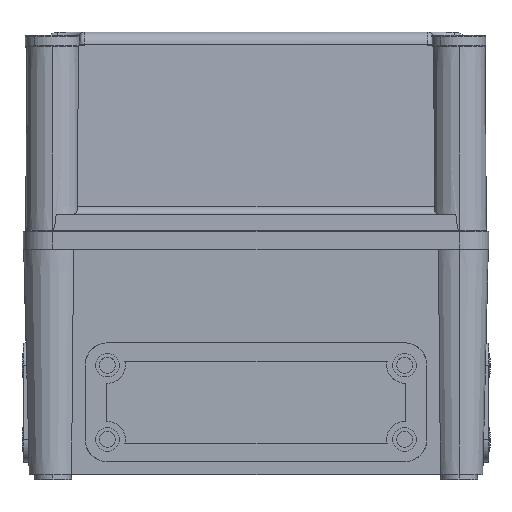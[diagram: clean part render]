
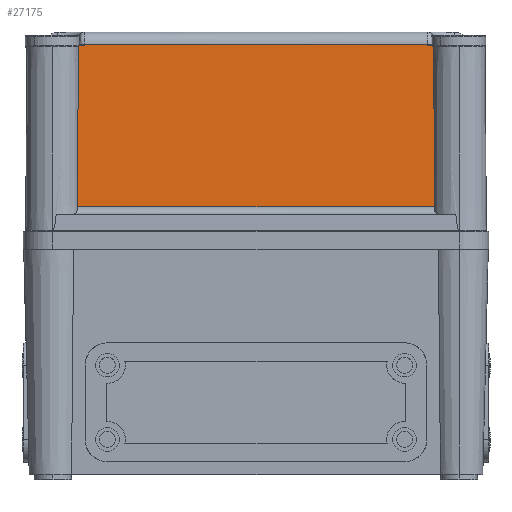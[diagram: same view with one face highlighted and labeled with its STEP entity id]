
A CAD part, top view. The second image highlights one B-rep face of the part: STEP entity #27175.
In plain terms, the highlighted planar face has unit normal (0, 0.019, 1).
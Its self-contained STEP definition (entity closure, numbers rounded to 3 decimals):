
#204 = VERTEX_POINT ( 'NONE', #14607 ) ;
#323 = B_SPLINE_CURVE_WITH_KNOTS ( 'NONE', 3,
 ( #23829, #6948, #9002, #2790 ),
 .UNSPECIFIED., .F., .F.,
 ( 4, 4 ),
 ( 0., 0.001 ),
 .UNSPECIFIED. ) ;
#466 = CARTESIAN_POINT ( 'NONE',  ( -71.942, 9.442, 86.33 ) ) ;
#491 = CARTESIAN_POINT ( 'NONE',  ( 82., 74.5, 85.081 ) ) ;
#1069 = CARTESIAN_POINT ( 'NONE',  ( 71.847, 74.5, 85.081 ) ) ;
#1131 = LINE ( 'NONE', #21236, #10789 ) ;
#1584 = EDGE_CURVE ( 'NONE', #15479, #204, #12365, .T. ) ;
#1625 = PLANE ( 'NONE',  #11487 ) ;
#1753 = ORIENTED_EDGE ( 'NONE', *, *, #26509, .T. ) ;
#1909 = ORIENTED_EDGE ( 'NONE', *, *, #5813, .T. ) ;
#2201 = VERTEX_POINT ( 'NONE', #21380 ) ;
#2761 = ORIENTED_EDGE ( 'NONE', *, *, #24256, .T. ) ;
#2790 = CARTESIAN_POINT ( 'NONE',  ( -69.437, 74.5, 85.081 ) ) ;
#4282 = EDGE_CURVE ( 'NONE', #12386, #6673, #14579, .T. ) ;
#4407 = VECTOR ( 'NONE', #7773, 1000. ) ;
#5395 = CARTESIAN_POINT ( 'NONE',  ( 69.424, 75.096, 85.069 ) ) ;
#5813 = EDGE_CURVE ( 'NONE', #13110, #15479, #15438, .T. ) ;
#6238 = CARTESIAN_POINT ( 'NONE',  ( -71.942, 9.442, 86.33 ) ) ;
#6476 = FACE_OUTER_BOUND ( 'NONE', #8064, .T. ) ;
#6510 = CARTESIAN_POINT ( 'NONE',  ( 71.942, 9.442, 86.33 ) ) ;
#6673 = VERTEX_POINT ( 'NONE', #6238 ) ;
#6801 = ORIENTED_EDGE ( 'NONE', *, *, #14042, .T. ) ;
#6948 = CARTESIAN_POINT ( 'NONE',  ( -69.429, 74.897, 85.073 ) ) ;
#7390 = CARTESIAN_POINT ( 'NONE',  ( 69.433, 74.699, 85.077 ) ) ;
#7773 = DIRECTION ( 'NONE',  ( -1., 0., 0. ) ) ;
#8064 = EDGE_LOOP ( 'NONE', ( #17439, #26085, #1753, #27189, #6801, #20456, #2761, #1909 ) ) ;
#8068 = DIRECTION ( 'NONE',  ( 0., -1., 0.019 ) ) ;
#9002 = CARTESIAN_POINT ( 'NONE',  ( -69.433, 74.699, 85.077 ) ) ;
#9159 =( BOUNDED_CURVE ( )  B_SPLINE_CURVE ( 3, ( #6510, #18964, #20186, #24633 ),
 .UNSPECIFIED., .F., .F. ) 
 B_SPLINE_CURVE_WITH_KNOTS ( ( 4, 4 ),
 ( 1.433, 1.552 ),
 .UNSPECIFIED. ) 
 CURVE ( )  GEOMETRIC_REPRESENTATION_ITEM ( )  RATIONAL_B_SPLINE_CURVE ( ( 1., 0.999, 0.999, 1. ) ) 
 REPRESENTATION_ITEM ( '' )  );
#9590 = CARTESIAN_POINT ( 'NONE',  ( -69.437, 74.5, 85.081 ) ) ;
#9698 = CARTESIAN_POINT ( 'NONE',  ( 69.424, 75.096, 85.069 ) ) ;
#10789 = VECTOR ( 'NONE', #13529, 1000. ) ;
#11280 = CARTESIAN_POINT ( 'NONE',  ( -71.855, 52.725, 85.499 ) ) ;
#11487 = AXIS2_PLACEMENT_3D ( 'NONE', #16747, #18757, #8068 ) ;
#11988 = CARTESIAN_POINT ( 'NONE',  ( 82., 74.5, 85.081 ) ) ;
#12365 = LINE ( 'NONE', #25180, #12734 ) ;
#12386 = VERTEX_POINT ( 'NONE', #21686 ) ;
#12489 = DIRECTION ( 'NONE',  ( -1., 0., 0. ) ) ;
#12734 = VECTOR ( 'NONE', #14213, 1000. ) ;
#13110 = VERTEX_POINT ( 'NONE', #17734 ) ;
#13529 = DIRECTION ( 'NONE',  ( 1., 0., 0. ) ) ;
#13622 = LINE ( 'NONE', #11988, #4407 ) ;
#14042 = EDGE_CURVE ( 'NONE', #6673, #2201, #1131, .T. ) ;
#14213 = DIRECTION ( 'NONE',  ( -1., 0., 0. ) ) ;
#14579 =( BOUNDED_CURVE ( )  B_SPLINE_CURVE ( 3, ( #17489, #11280, #26317, #466 ),
 .UNSPECIFIED., .F., .F. ) 
 B_SPLINE_CURVE_WITH_KNOTS ( ( 4, 4 ),
 ( 4.732, 4.85 ),
 .UNSPECIFIED. ) 
 CURVE ( )  GEOMETRIC_REPRESENTATION_ITEM ( )  RATIONAL_B_SPLINE_CURVE ( ( 1., 0.999, 0.999, 1. ) ) 
 REPRESENTATION_ITEM ( '' )  );
#14607 = CARTESIAN_POINT ( 'NONE',  ( -69.424, 75.096, 85.069 ) ) ;
#15438 = B_SPLINE_CURVE_WITH_KNOTS ( 'NONE', 3,
 ( #19452, #7390, #15675, #5395 ),
 .UNSPECIFIED., .F., .F.,
 ( 4, 4 ),
 ( 0.065, 0.066 ),
 .UNSPECIFIED. ) ;
#15479 = VERTEX_POINT ( 'NONE', #9698 ) ;
#15675 = CARTESIAN_POINT ( 'NONE',  ( 69.429, 74.897, 85.073 ) ) ;
#15952 = EDGE_CURVE ( 'NONE', #204, #20623, #323, .T. ) ;
#16215 = VERTEX_POINT ( 'NONE', #1069 ) ;
#16747 = CARTESIAN_POINT ( 'NONE',  ( -86.387, 6.5, 86.387 ) ) ;
#17439 = ORIENTED_EDGE ( 'NONE', *, *, #1584, .T. ) ;
#17480 = LINE ( 'NONE', #491, #17526 ) ;
#17489 = CARTESIAN_POINT ( 'NONE',  ( -71.847, 74.5, 85.081 ) ) ;
#17526 = VECTOR ( 'NONE', #12489, 1000. ) ;
#17734 = CARTESIAN_POINT ( 'NONE',  ( 69.437, 74.5, 85.081 ) ) ;
#18757 = DIRECTION ( 'NONE',  ( 0., 0.019, 1. ) ) ;
#18964 = CARTESIAN_POINT ( 'NONE',  ( 71.887, 31.014, 85.916 ) ) ;
#19452 = CARTESIAN_POINT ( 'NONE',  ( 69.437, 74.5, 85.081 ) ) ;
#20186 = CARTESIAN_POINT ( 'NONE',  ( 71.855, 52.725, 85.499 ) ) ;
#20456 = ORIENTED_EDGE ( 'NONE', *, *, #21487, .T. ) ;
#20623 = VERTEX_POINT ( 'NONE', #9590 ) ;
#21236 = CARTESIAN_POINT ( 'NONE',  ( -86.387, 9.442, 86.33 ) ) ;
#21380 = CARTESIAN_POINT ( 'NONE',  ( 71.942, 9.442, 86.33 ) ) ;
#21487 = EDGE_CURVE ( 'NONE', #2201, #16215, #9159, .T. ) ;
#21686 = CARTESIAN_POINT ( 'NONE',  ( -71.847, 74.5, 85.081 ) ) ;
#23829 = CARTESIAN_POINT ( 'NONE',  ( -69.424, 75.096, 85.069 ) ) ;
#24256 = EDGE_CURVE ( 'NONE', #16215, #13110, #17480, .T. ) ;
#24633 = CARTESIAN_POINT ( 'NONE',  ( 71.847, 74.5, 85.081 ) ) ;
#25180 = CARTESIAN_POINT ( 'NONE',  ( -71.706, 75.096, 85.069 ) ) ;
#26085 = ORIENTED_EDGE ( 'NONE', *, *, #15952, .T. ) ;
#26317 = CARTESIAN_POINT ( 'NONE',  ( -71.887, 31.014, 85.916 ) ) ;
#26509 = EDGE_CURVE ( 'NONE', #20623, #12386, #13622, .T. ) ;
#27175 = ADVANCED_FACE ( 'NONE', ( #6476 ), #1625, .T. ) ;
#27189 = ORIENTED_EDGE ( 'NONE', *, *, #4282, .T. ) ;
